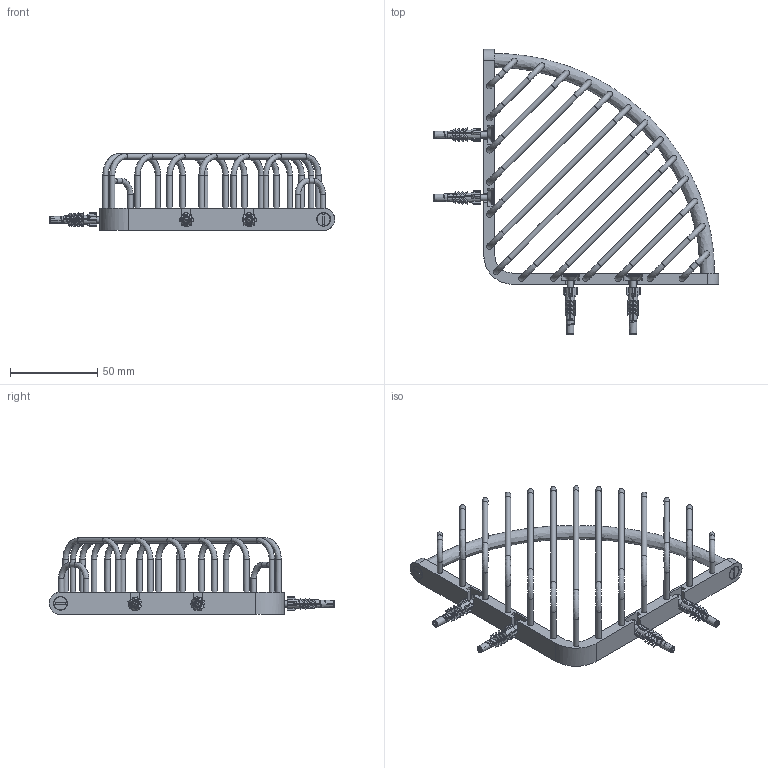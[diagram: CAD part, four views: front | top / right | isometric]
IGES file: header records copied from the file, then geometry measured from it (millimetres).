
Global section: file name: N156; native system: Autodesk Inventor 2018; preprocessor: unknown; author: aprice; date: 20171018.103704; units: millimetre
Bounding box: 163.4 x 163.4 x 43.99 mm (x, y, z)
Volume: 43952.2 mm3; surface area: 42219.6 mm2
Topology: 25 solids, 25 shells, 1184 faces, 3481 edges, 2323 vertices
Faces by surface type: bspline 1184
